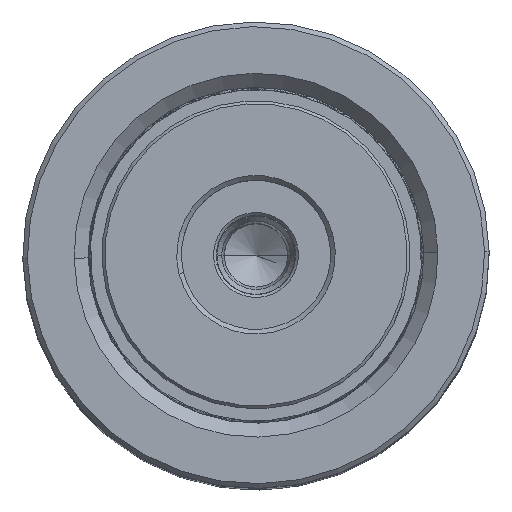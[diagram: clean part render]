
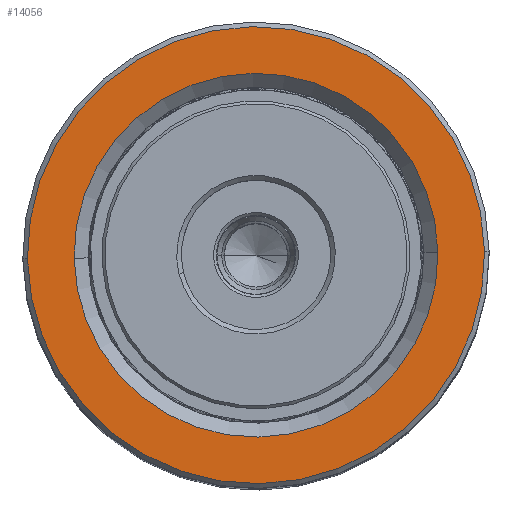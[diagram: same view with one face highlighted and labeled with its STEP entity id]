
A CAD part, top view. The second image highlights one B-rep face of the part: STEP entity #14056.
In plain terms, the highlighted planar face has unit normal (0, 0, 1).
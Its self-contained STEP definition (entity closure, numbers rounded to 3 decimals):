
#633 = ORIENTED_EDGE ( 'NONE', *, *, #51281, .T. ) ;
#964 = DIRECTION ( 'NONE',  ( 1., 0., 0. ) ) ;
#4417 = EDGE_LOOP ( 'NONE', ( #24168, #10383 ) ) ;
#5648 = CARTESIAN_POINT ( 'NONE',  ( 0., 0., 100. ) ) ;
#6342 = DIRECTION ( 'NONE',  ( 0., 0., 1. ) ) ;
#8227 = DIRECTION ( 'NONE',  ( 0., 0., -1. ) ) ;
#8420 = AXIS2_PLACEMENT_3D ( 'NONE', #24850, #49555, #8512 ) ;
#8512 = DIRECTION ( 'NONE',  ( 1., 0., 0. ) ) ;
#8836 = EDGE_CURVE ( 'NONE', #44823, #43826, #36159, .T. ) ;
#9787 = VERTEX_POINT ( 'NONE', #50478 ) ;
#10383 = ORIENTED_EDGE ( 'NONE', *, *, #43308, .T. ) ;
#11459 = CARTESIAN_POINT ( 'NONE',  ( -24.5, 0., 100. ) ) ;
#11770 = DIRECTION ( 'NONE',  ( 1., 0., 0. ) ) ;
#12033 = CARTESIAN_POINT ( 'NONE',  ( 0., 0., 100. ) ) ;
#12356 = CIRCLE ( 'NONE', #38449, 19.5 ) ;
#12580 = PLANE ( 'NONE',  #8420 ) ;
#14056 = ADVANCED_FACE ( 'NONE', ( #37356, #49023 ), #12580, .T. ) ;
#24168 = ORIENTED_EDGE ( 'NONE', *, *, #8836, .T. ) ;
#24687 = VERTEX_POINT ( 'NONE', #43726 ) ;
#24850 = CARTESIAN_POINT ( 'NONE',  ( 0., 0., 100. ) ) ;
#25714 = AXIS2_PLACEMENT_3D ( 'NONE', #43604, #6342, #26232 ) ;
#25976 = EDGE_LOOP ( 'NONE', ( #28398, #633 ) ) ;
#26232 = DIRECTION ( 'NONE',  ( 1., 0., 0. ) ) ;
#27916 = AXIS2_PLACEMENT_3D ( 'NONE', #5648, #31207, #51861 ) ;
#28398 = ORIENTED_EDGE ( 'NONE', *, *, #45480, .T. ) ;
#29710 = CIRCLE ( 'NONE', #32297, 19.5 ) ;
#31207 = DIRECTION ( 'NONE',  ( 0., 0., 1. ) ) ;
#31378 = CIRCLE ( 'NONE', #27916, 24.5 ) ;
#32297 = AXIS2_PLACEMENT_3D ( 'NONE', #12033, #8227, #11770 ) ;
#36159 = CIRCLE ( 'NONE', #25714, 24.5 ) ;
#37356 = FACE_OUTER_BOUND ( 'NONE', #4417, .T. ) ;
#38244 = CARTESIAN_POINT ( 'NONE',  ( 0., 0., 100. ) ) ;
#38449 = AXIS2_PLACEMENT_3D ( 'NONE', #38244, #46376, #964 ) ;
#43308 = EDGE_CURVE ( 'NONE', #43826, #44823, #31378, .T. ) ;
#43604 = CARTESIAN_POINT ( 'NONE',  ( 0., 0., 100. ) ) ;
#43726 = CARTESIAN_POINT ( 'NONE',  ( 19.5, 0., 100. ) ) ;
#43826 = VERTEX_POINT ( 'NONE', #53392 ) ;
#44823 = VERTEX_POINT ( 'NONE', #11459 ) ;
#45480 = EDGE_CURVE ( 'NONE', #24687, #9787, #29710, .T. ) ;
#46376 = DIRECTION ( 'NONE',  ( 0., 0., -1. ) ) ;
#49023 = FACE_BOUND ( 'NONE', #25976, .T. ) ;
#49555 = DIRECTION ( 'NONE',  ( 0., 0., 1. ) ) ;
#50478 = CARTESIAN_POINT ( 'NONE',  ( -19.5, 0., 100. ) ) ;
#51281 = EDGE_CURVE ( 'NONE', #9787, #24687, #12356, .T. ) ;
#51861 = DIRECTION ( 'NONE',  ( 1., 0., 0. ) ) ;
#53392 = CARTESIAN_POINT ( 'NONE',  ( 24.5, 0., 100. ) ) ;
